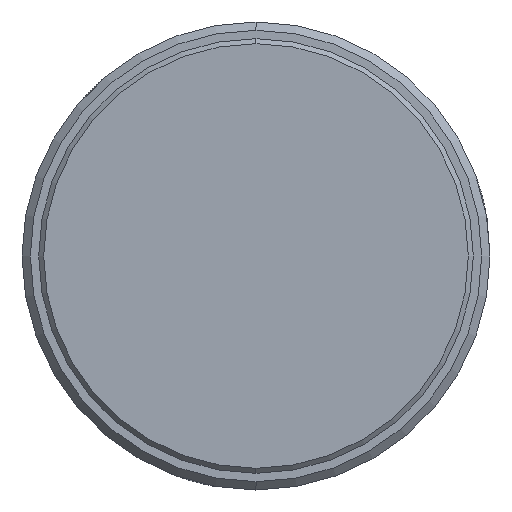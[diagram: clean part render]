
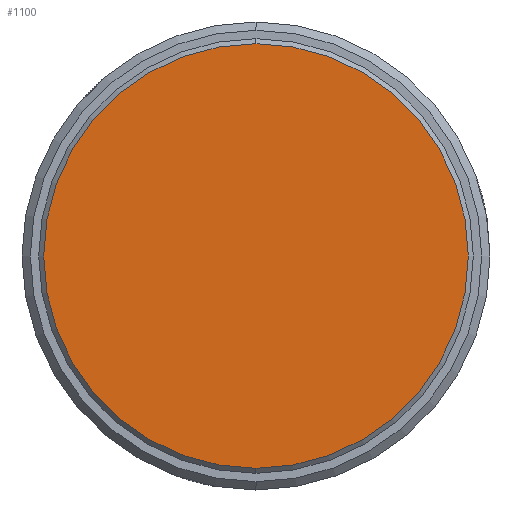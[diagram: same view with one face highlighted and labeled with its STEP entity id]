
A CAD part, left-side view. The second image highlights one B-rep face of the part: STEP entity #1100.
In plain terms, the highlighted planar face has unit normal (-1, 0, 0).
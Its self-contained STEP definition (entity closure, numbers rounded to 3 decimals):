
#5 = CARTESIAN_POINT ( 'NONE',  ( -87.79, -12.852, -12.852 ) ) ;
#112 = DIRECTION ( 'NONE',  ( -1., 0., 0. ) ) ;
#142 = DIRECTION ( 'NONE',  ( -1., 0., 0. ) ) ;
#147 = CARTESIAN_POINT ( 'NONE',  ( -87.79, 0., -12.7 ) ) ;
#190 = CARTESIAN_POINT ( 'NONE',  ( -87.79, 0., 12.7 ) ) ;
#203 = AXIS2_PLACEMENT_3D ( 'NONE', #384, #112, #995 ) ;
#283 = PLANE ( 'NONE',  #379 ) ;
#285 = CIRCLE ( 'NONE', #306, 12.7 ) ;
#306 = AXIS2_PLACEMENT_3D ( 'NONE', #655, #142, #742 ) ;
#319 = EDGE_LOOP ( 'NONE', ( #704, #668 ) ) ;
#367 = FACE_OUTER_BOUND ( 'NONE', #319, .T. ) ;
#379 = AXIS2_PLACEMENT_3D ( 'NONE', #5, #974, #1144 ) ;
#384 = CARTESIAN_POINT ( 'NONE',  ( -87.79, 0., 0. ) ) ;
#387 = VERTEX_POINT ( 'NONE', #147 ) ;
#559 = CIRCLE ( 'NONE', #203, 12.7 ) ;
#621 = EDGE_CURVE ( 'NONE', #387, #1103, #559, .T. ) ;
#655 = CARTESIAN_POINT ( 'NONE',  ( -87.79, 0., 0. ) ) ;
#668 = ORIENTED_EDGE ( 'NONE', *, *, #852, .T. ) ;
#704 = ORIENTED_EDGE ( 'NONE', *, *, #621, .T. ) ;
#742 = DIRECTION ( 'NONE',  ( 0., 0., -1. ) ) ;
#852 = EDGE_CURVE ( 'NONE', #1103, #387, #285, .T. ) ;
#974 = DIRECTION ( 'NONE',  ( -1., 0., 0. ) ) ;
#995 = DIRECTION ( 'NONE',  ( 0., 0., -1. ) ) ;
#1100 = ADVANCED_FACE ( 'NONE', ( #367 ), #283, .T. ) ;
#1103 = VERTEX_POINT ( 'NONE', #190 ) ;
#1144 = DIRECTION ( 'NONE',  ( 0., 0., 1. ) ) ;
